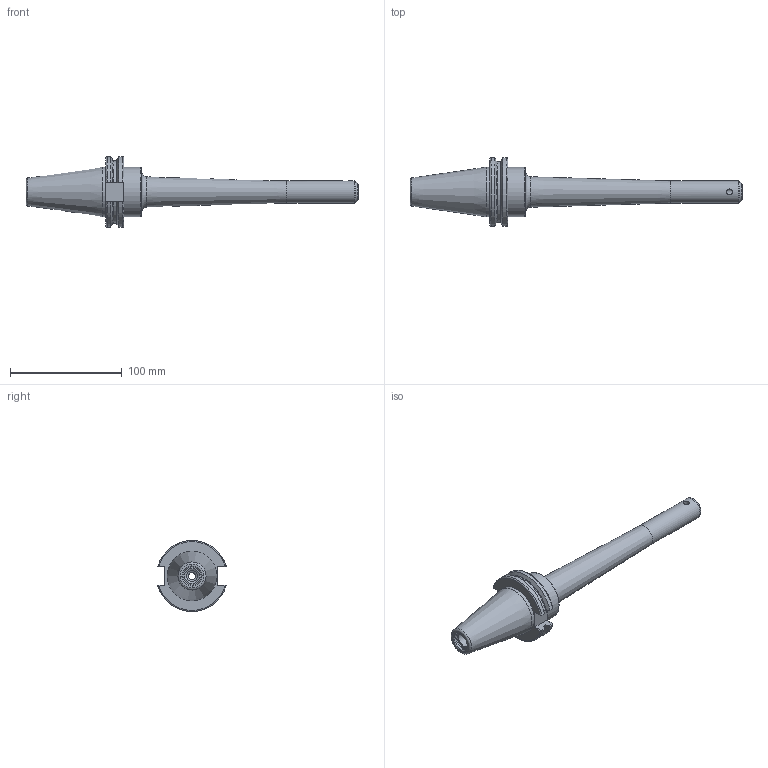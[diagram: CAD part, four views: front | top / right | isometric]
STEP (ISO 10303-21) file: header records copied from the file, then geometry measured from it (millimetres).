
FILE_DESCRIPTION(/* description */ (''),/* implementation_level */ '2;1');
FILE_NAME(/* name */ 'CAT40-EM025-0900.stp',/* time_stamp */ '2019-07-16T09:36:44-05:00',/* author */ ('ldfli'),/* organization */ ('Pioneer N.A.'),/* preprocessor_version */ 'ST-DEVELOPER v18',/* originating_system */ 'Autodesk Inventor LT',/* authorisation */ '');
FILE_SCHEMA (('AUTOMOTIVE_DESIGN { 1 0 10303 214 3 1 1 }'));
Length unit declared in the file: millimetre
Products named in the file (1): CAT40-EM025-0900
Bounding box: 296.85 x 61.14 x 63.31 mm (x, y, z)
Volume: 181214.9 mm3; surface area: 42958.6 mm2
Topology: 1 solids, 1 shells, 90 faces, 254 edges, 170 vertices
Faces by surface type: plane 32, cylinder 16, bspline 16, torus 14, cone 12
Full cylindrical faces by diameter (mm): 5.359 x1, 6.35 x1, 10 x2, 13.386 x1, 16.3 x1, 16.8 x1, 19.812 x1, 44.45 x2
Entity records: 3754 total; most frequent: CARTESIAN_POINT 1463, ORIENTED_EDGE 506, DIRECTION 434, EDGE_CURVE 253, VERTEX_POINT 170, AXIS2_PLACEMENT_3D 166, LINE 102, VECTOR 102
